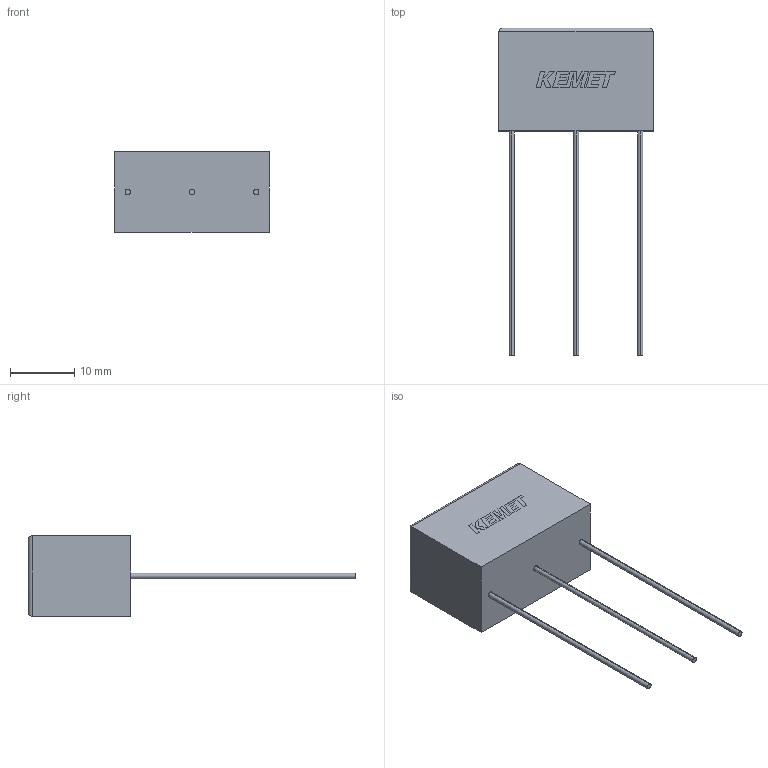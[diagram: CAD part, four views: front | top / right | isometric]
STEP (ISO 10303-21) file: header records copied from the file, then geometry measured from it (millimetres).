
FILE_DESCRIPTION (( 'STEP AP214' ), '1' );
FILE_NAME ('CFR_PZB300_24X16X12.5L24H16T12.5S20S110LL35F0.85.STEP', '2017-12-05T22:32:53', ( '' ), ( '' ), 'SwSTEP 2.0', 'SolidWorks 2014', '' );
FILE_SCHEMA (( 'AUTOMOTIVE_DESIGN' ));
Length unit declared in the file: millimetre
Products named in the file (1): CFR_PZB300_24X16X12.5L24H16T12.5S20S110LL35F0.85
Bounding box: 24 x 51 x 12.51 mm (x, y, z)
Volume: 4854.1 mm3; surface area: 2064.5 mm2
Topology: 4 solids, 4 shells, 76 faces, 191 edges, 126 vertices
Faces by surface type: plane 66, cylinder 10
Entity records: 2505 total; most frequent: CARTESIAN_POINT 406, ORIENTED_EDGE 382, DIRECTION 353, EDGE_CURVE 191, VECTOR 175, LINE 175, VERTEX_POINT 126, AXIS2_PLACEMENT_3D 89
